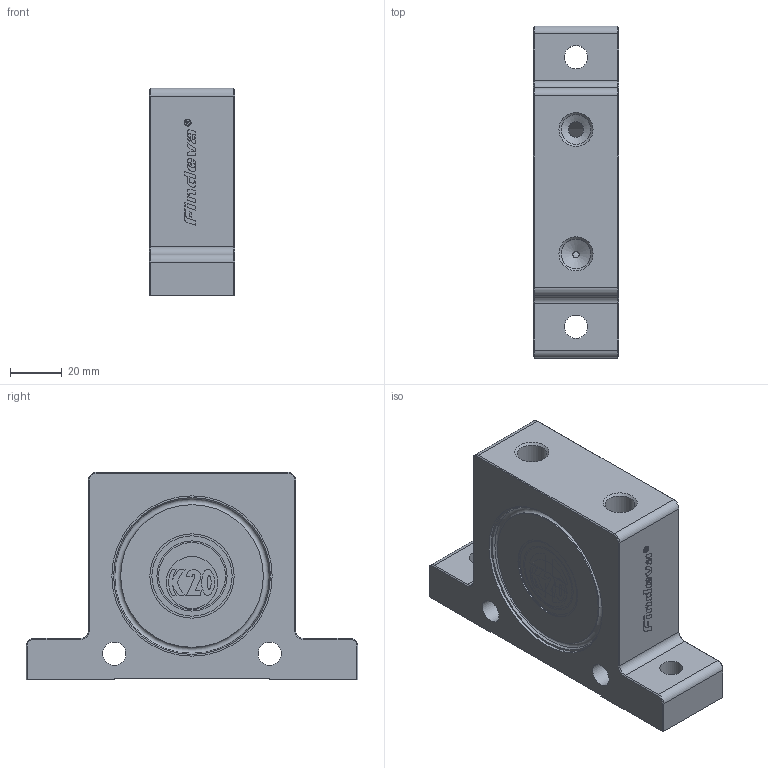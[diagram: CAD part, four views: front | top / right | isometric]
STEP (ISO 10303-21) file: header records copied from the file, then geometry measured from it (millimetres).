
FILE_DESCRIPTION((''),'2;1');
FILE_NAME('1020-00-M.stp','2012-04-15T22:24:10',('Petr'),(''),'Autodesk Inventor 2011','Autodesk Inventor 2011','');
FILE_SCHEMA(('CONFIG_CONTROL_DESIGN'));
Length unit declared in the file: millimetre
Products named in the file (1): 1020-00-M
Bounding box: 33 x 128 x 80 mm (x, y, z)
Volume: 134045.1 mm3; surface area: 45633.7 mm2
Topology: 1 solids, 1 shells, 368 faces, 916 edges, 602 vertices
Faces by surface type: plane 226, cylinder 94, bspline 24, cone 22, torus 2
Full cylindrical faces by diameter (mm): 2.403 x1, 2.5 x1, 2.672 x1, 6 x1, 9 x4, 11.445 x2, 20 x2, 25.8 x2, 27 x2, 31 x2, 32.5 x2, 55 x2, 61.8 x2, 63.8 x1
Entity records: 11346 total; most frequent: CARTESIAN_POINT 2357, DIRECTION 1765, ORIENTED_EDGE 1738, EDGE_CURVE 869, VECTOR 593, LINE 593, VERTEX_POINT 592, AXIS2_PLACEMENT_3D 586
